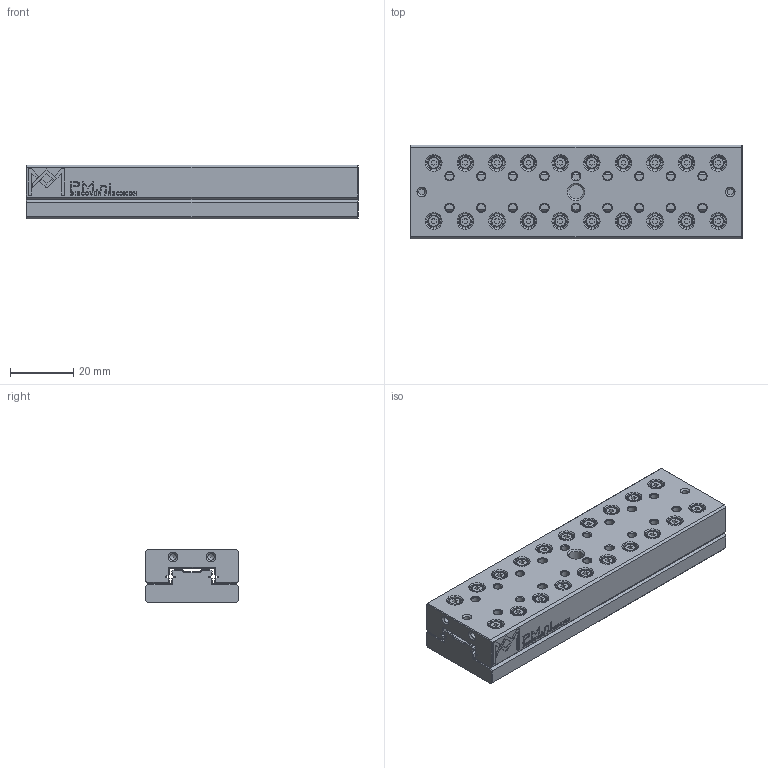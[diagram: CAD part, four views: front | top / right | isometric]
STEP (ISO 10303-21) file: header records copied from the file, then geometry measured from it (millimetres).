
FILE_DESCRIPTION(/* description */ (''),/* implementation_level */ '2;1');
FILE_NAME(/* name */ 'RT-15100_stp.stp',/* time_stamp */ '2024-10-04T12:03:10+02:00',/* author */ (''),/* organization */ (''),/* preprocessor_version */ 'ST-DEVELOPER v16.7',/* originating_system */ 'SIEMENS PLM Software NX 12.0',/* authorisation */ '');
FILE_SCHEMA (('AUTOMOTIVE_DESIGN { 1 0 10303 214 3 1 1 1 }'));
Length unit declared in the file: millimetre
Products named in the file (1): RT-15100_stp
Bounding box: 105 x 29.6 x 17 mm (x, y, z)
Volume: 48121.5 mm3; surface area: 22910.9 mm2
Topology: 2 solids, 2 shells, 1422 faces, 3461 edges, 2251 vertices
Faces by surface type: plane 968, bspline 180, cone 143, cylinder 131
Full cylindrical faces by diameter (mm): 2 x16, 2.5 x18, 3 x6, 3.8 x40, 4.5 x1, 4.6 x40, 5 x4
Entity records: 44503 total; most frequent: CARTESIAN_POINT 9259, ORIENTED_EDGE 6306, DIRECTION 5670, EDGE_CURVE 3153, LINE 2378, VECTOR 2378, VERTEX_POINT 2211, EDGE_LOOP 1944
